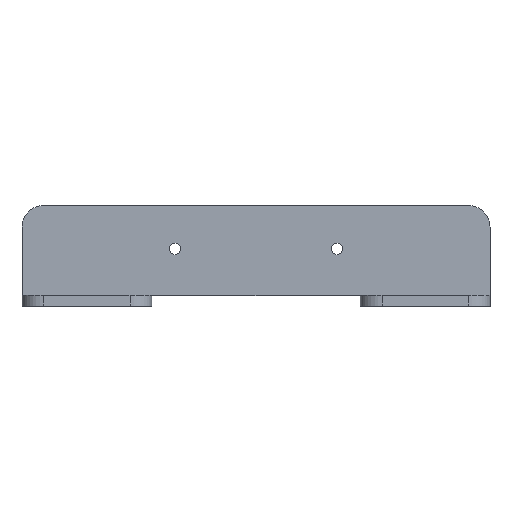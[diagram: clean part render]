
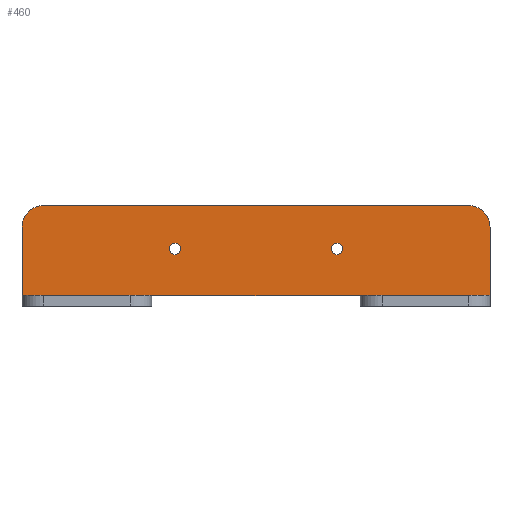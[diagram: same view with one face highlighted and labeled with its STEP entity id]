
A CAD part, top view. The second image highlights one B-rep face of the part: STEP entity #460.
In plain terms, the highlighted planar face has unit normal (0, 0, 1).
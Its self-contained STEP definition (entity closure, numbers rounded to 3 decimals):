
#18=FACE_BOUND('',#80,.T.);
#19=FACE_BOUND('',#81,.T.);
#32=PLANE('',#510);
#52=FACE_OUTER_BOUND('',#79,.T.);
#79=EDGE_LOOP('',(#380,#381,#382,#383,#384,#385,#386,#387));
#80=EDGE_LOOP('',(#388));
#81=EDGE_LOOP('',(#389));
#102=LINE('',#694,#146);
#112=LINE('',#727,#156);
#116=LINE('',#735,#160);
#122=LINE('',#749,#166);
#128=LINE('',#760,#172);
#129=LINE('',#764,#173);
#146=VECTOR('',#560,10.);
#156=VECTOR('',#592,10.);
#160=VECTOR('',#598,10.);
#166=VECTOR('',#608,10.);
#172=VECTOR('',#620,10.);
#173=VECTOR('',#625,10.);
#193=CIRCLE('',#511,6.);
#194=CIRCLE('',#512,6.);
#195=CIRCLE('',#513,1.6);
#196=CIRCLE('',#514,1.6);
#211=VERTEX_POINT('',#690);
#212=VERTEX_POINT('',#692);
#223=VERTEX_POINT('',#723);
#224=VERTEX_POINT('',#725);
#227=VERTEX_POINT('',#733);
#232=VERTEX_POINT('',#746);
#233=VERTEX_POINT('',#748);
#236=VERTEX_POINT('',#762);
#237=VERTEX_POINT('',#765);
#238=VERTEX_POINT('',#767);
#258=EDGE_CURVE('',#211,#212,#102,.T.);
#274=EDGE_CURVE('',#223,#224,#112,.T.);
#278=EDGE_CURVE('',#224,#227,#116,.T.);
#284=EDGE_CURVE('',#233,#232,#122,.T.);
#290=EDGE_CURVE('',#212,#223,#128,.T.);
#291=EDGE_CURVE('',#227,#233,#193,.T.);
#292=EDGE_CURVE('',#232,#236,#194,.T.);
#293=EDGE_CURVE('',#236,#211,#129,.T.);
#294=EDGE_CURVE('',#237,#237,#195,.T.);
#295=EDGE_CURVE('',#238,#238,#196,.T.);
#380=ORIENTED_EDGE('',*,*,#258,.T.);
#381=ORIENTED_EDGE('',*,*,#290,.T.);
#382=ORIENTED_EDGE('',*,*,#274,.T.);
#383=ORIENTED_EDGE('',*,*,#278,.T.);
#384=ORIENTED_EDGE('',*,*,#291,.T.);
#385=ORIENTED_EDGE('',*,*,#284,.T.);
#386=ORIENTED_EDGE('',*,*,#292,.T.);
#387=ORIENTED_EDGE('',*,*,#293,.T.);
#388=ORIENTED_EDGE('',*,*,#294,.T.);
#389=ORIENTED_EDGE('',*,*,#295,.T.);
#460=ADVANCED_FACE('',(#52,#18,#19),#32,.T.);
#510=AXIS2_PLACEMENT_3D('',#759,#618,#619);
#511=AXIS2_PLACEMENT_3D('',#761,#621,#622);
#512=AXIS2_PLACEMENT_3D('',#763,#623,#624);
#513=AXIS2_PLACEMENT_3D('',#766,#626,#627);
#514=AXIS2_PLACEMENT_3D('',#768,#628,#629);
#560=DIRECTION('',(1.,0.,0.));
#592=DIRECTION('',(1.,0.,0.));
#598=DIRECTION('',(0.,1.,0.));
#608=DIRECTION('',(-1.,0.,0.));
#618=DIRECTION('center_axis',(0.,0.,1.));
#619=DIRECTION('ref_axis',(1.,0.,0.));
#620=DIRECTION('',(1.,0.,0.));
#621=DIRECTION('center_axis',(0.,0.,1.));
#622=DIRECTION('ref_axis',(1.,0.,0.));
#623=DIRECTION('center_axis',(0.,0.,1.));
#624=DIRECTION('ref_axis',(0.,1.,0.));
#625=DIRECTION('',(0.,-1.,0.));
#626=DIRECTION('center_axis',(0.,0.,-1.));
#627=DIRECTION('ref_axis',(1.,0.,0.));
#628=DIRECTION('center_axis',(0.,0.,-1.));
#629=DIRECTION('ref_axis',(1.,0.,0.));
#690=CARTESIAN_POINT('',(-65.,0.,3.));
#692=CARTESIAN_POINT('',(-29.,0.,3.));
#694=CARTESIAN_POINT('',(-23.5,0.,3.));
#723=CARTESIAN_POINT('',(29.,0.,3.));
#725=CARTESIAN_POINT('',(65.,0.,3.));
#727=CARTESIAN_POINT('',(23.5,0.,3.));
#733=CARTESIAN_POINT('',(65.,19.,3.));
#735=CARTESIAN_POINT('',(65.,19.,3.));
#746=CARTESIAN_POINT('',(-59.,25.,3.));
#748=CARTESIAN_POINT('',(59.,25.,3.));
#749=CARTESIAN_POINT('',(-59.,25.,3.));
#759=CARTESIAN_POINT('Origin',(0.,11.,3.));
#760=CARTESIAN_POINT('',(65.,0.,3.));
#761=CARTESIAN_POINT('Origin',(59.,19.,3.));
#762=CARTESIAN_POINT('',(-65.,19.,3.));
#763=CARTESIAN_POINT('Origin',(-59.,19.,3.));
#764=CARTESIAN_POINT('',(-65.,0.,3.));
#765=CARTESIAN_POINT('',(-24.1,13.,3.));
#766=CARTESIAN_POINT('Origin',(-22.5,13.,3.));
#767=CARTESIAN_POINT('',(20.9,13.,3.));
#768=CARTESIAN_POINT('Origin',(22.5,13.,3.));
